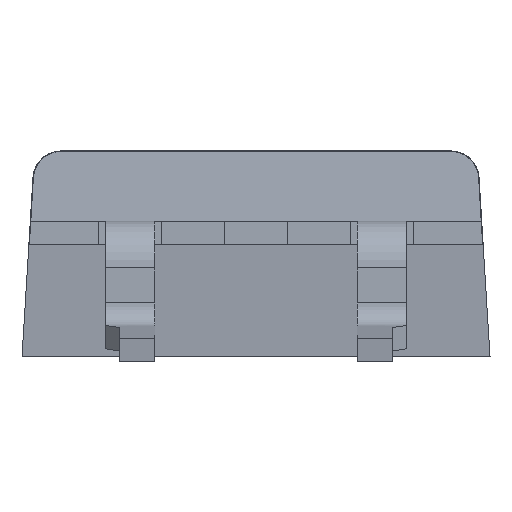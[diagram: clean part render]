
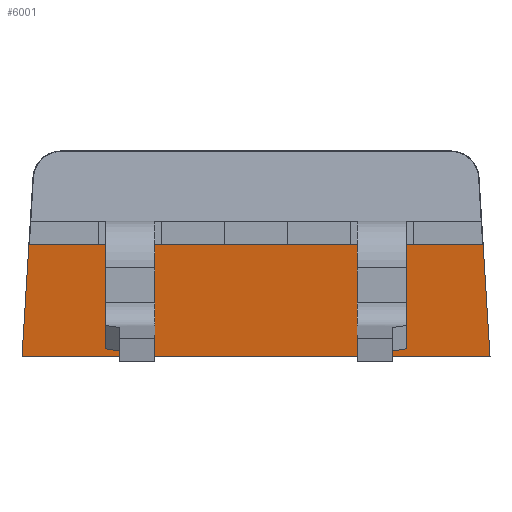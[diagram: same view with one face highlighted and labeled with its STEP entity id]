
A CAD part, front view. The second image highlights one B-rep face of the part: STEP entity #6001.
In plain terms, the highlighted planar face has unit normal (0, -0.996, -0.087).
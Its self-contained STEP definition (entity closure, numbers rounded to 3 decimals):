
#585=FACE_OUTER_BOUND('',#916,.T.);
#916=EDGE_LOOP('',(#4068,#4069,#4070,#4071));
#1257=LINE('',#8985,#1803);
#1259=LINE('',#8991,#1805);
#1261=LINE('',#8995,#1807);
#1329=LINE('',#9385,#1875);
#1803=VECTOR('',#7078,9.979);
#1805=VECTOR('',#7086,2.404);
#1807=VECTOR('',#7090,2.404);
#1875=VECTOR('',#7382,9.686);
#2345=VERTEX_POINT('',#8983);
#2346=VERTEX_POINT('',#8984);
#2347=VERTEX_POINT('',#8990);
#2348=VERTEX_POINT('',#8994);
#2944=EDGE_CURVE('',#2345,#2346,#1257,.T.);
#2948=EDGE_CURVE('',#2346,#2347,#1259,.T.);
#2950=EDGE_CURVE('',#2348,#2345,#1261,.T.);
#3122=EDGE_CURVE('',#2347,#2348,#1329,.T.);
#4068=ORIENTED_EDGE('',*,*,#2948,.F.);
#4069=ORIENTED_EDGE('',*,*,#2944,.F.);
#4070=ORIENTED_EDGE('',*,*,#2950,.F.);
#4071=ORIENTED_EDGE('',*,*,#3122,.F.);
#5502=PLANE('',#6451);
#6001=ADVANCED_FACE('',(#585),#5502,.T.);
#6451=AXIS2_PLACEMENT_3D('',#9384,#7380,#7381);
#7078=DIRECTION('',(-1.,0.,0.));
#7086=DIRECTION('',(0.061,-0.087,0.994));
#7090=DIRECTION('',(0.061,0.087,-0.994));
#7380=DIRECTION('center_axis',(0.,-0.996,-0.087));
#7381=DIRECTION('ref_axis',(0.,0.087,-0.996));
#7382=DIRECTION('',(1.,0.,0.));
#8983=CARTESIAN_POINT('',(4.989,-4.521,0.009));
#8984=CARTESIAN_POINT('',(-4.989,-4.521,0.009));
#8985=CARTESIAN_POINT('',(0.,-4.521,0.009));
#8990=CARTESIAN_POINT('',(-4.843,-4.73,2.4));
#8991=CARTESIAN_POINT('',(-4.861,-4.705,2.113));
#8994=CARTESIAN_POINT('',(4.843,-4.73,2.4));
#8995=CARTESIAN_POINT('',(4.861,-4.705,2.113));
#9384=CARTESIAN_POINT('Origin',(0.,-4.73,2.4));
#9385=CARTESIAN_POINT('',(0.,-4.73,2.4));
